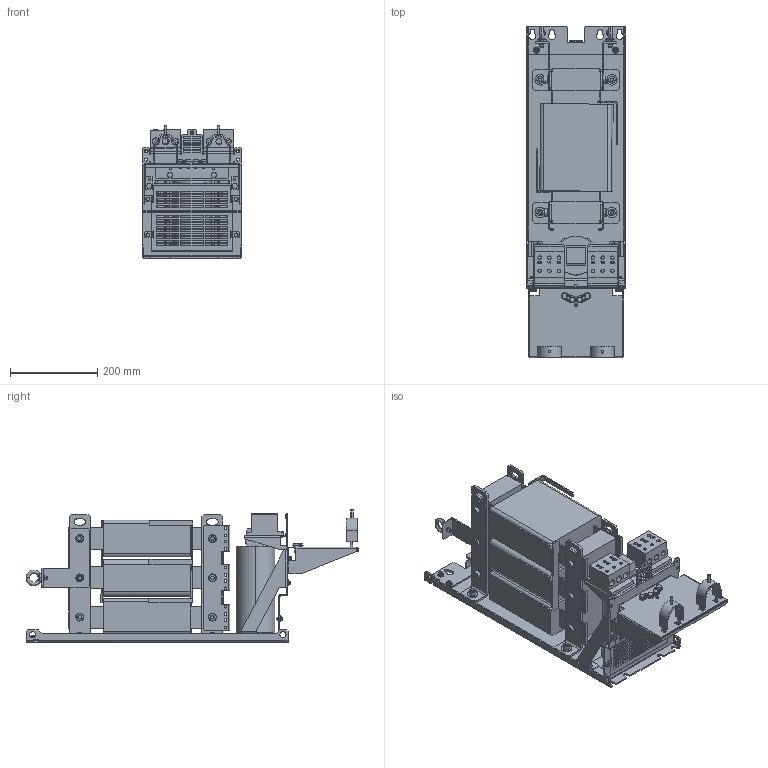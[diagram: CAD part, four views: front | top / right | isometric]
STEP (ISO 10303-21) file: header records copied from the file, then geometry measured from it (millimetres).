
FILE_DESCRIPTION((''),'2;1');
FILE_NAME('132H5068-V002-220222_OUT_','2023-04-11T11:42:29',('U388355'),('Danfoss Power Electronics'),'CREO PARAMETRIC BY PTC INC, 2020342','CREO PARAMETRIC BY PTC INC, 2020342','');
FILE_SCHEMA(('CONFIG_CONTROL_DESIGN','GEOMETRIC_VALIDATION_PROPERTIES_MIM'));
Length unit declared in the file: metre
Products named in the file (1): 132H5068-V002-220222_OUT_
Bounding box: 227 x 760.3 x 302.5 mm (x, y, z)
Volume: 13748531.7 mm3; surface area: 1500966.8 mm2
Topology: 6 solids, 39 shells, 2514 faces, 6883 edges, 4575 vertices
Faces by surface type: plane 1499, cylinder 695, cone 158, bspline 78, torus 46, extrusion 38
Full cylindrical faces by diameter (mm): 13 x2
Entity records: 116310 total; most frequent: CARTESIAN_POINT 23857, ORIENTED_EDGE 13742, DIRECTION 12878, EDGE_CURVE 6871, VERTEX_POINT 4569, FILL_AREA_STYLE_COLOUR 4494, FILL_AREA_STYLE 4494, SURFACE_STYLE_FILL_AREA 4494
